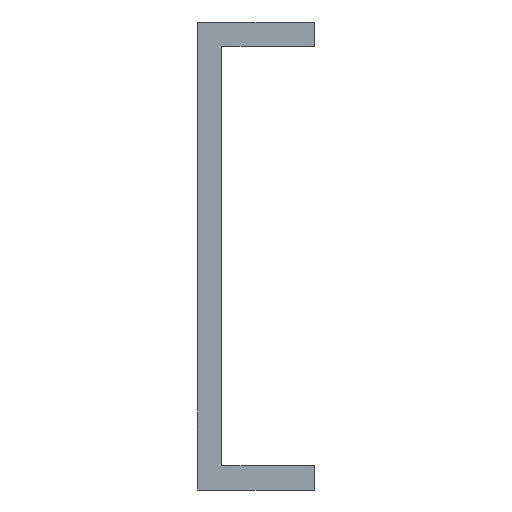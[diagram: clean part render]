
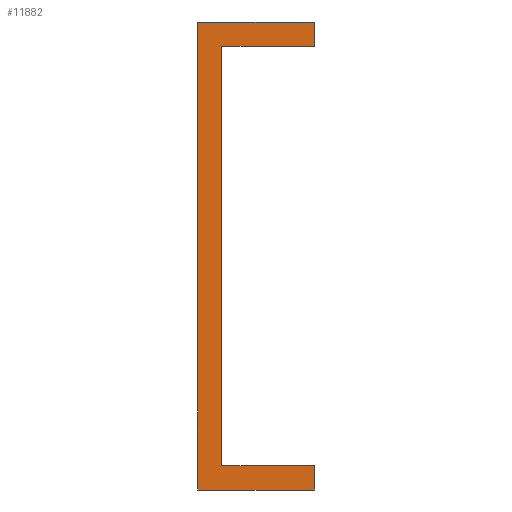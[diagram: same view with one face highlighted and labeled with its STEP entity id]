
A CAD part, front view. The second image highlights one B-rep face of the part: STEP entity #11882.
In plain terms, the highlighted planar face has unit normal (0, -1, 0).
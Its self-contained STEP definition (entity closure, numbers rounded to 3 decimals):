
#732 = LINE ( 'NONE', #17881, #4023 ) ;
#795 = LINE ( 'NONE', #13961, #14186 ) ;
#865 = PLANE ( 'NONE',  #8595 ) ;
#1117 = DIRECTION ( 'NONE',  ( -1., 0., 0. ) ) ;
#1340 = ORIENTED_EDGE ( 'NONE', *, *, #18264, .F. ) ;
#1850 = DIRECTION ( 'NONE',  ( 1., 0., 0. ) ) ;
#2000 = VERTEX_POINT ( 'NONE', #5552 ) ;
#2229 = LINE ( 'NONE', #9498, #17806 ) ;
#2435 = CARTESIAN_POINT ( 'NONE',  ( 0., 0., 0. ) ) ;
#2856 = DIRECTION ( 'NONE',  ( -1., 0., 0. ) ) ;
#3070 = CARTESIAN_POINT ( 'NONE',  ( -12., 0., 2.5 ) ) ;
#3538 = EDGE_CURVE ( 'NONE', #9762, #10822, #795, .T. ) ;
#4023 = VECTOR ( 'NONE', #2856, 1000. ) ;
#4089 = ORIENTED_EDGE ( 'NONE', *, *, #14071, .F. ) ;
#4156 = VERTEX_POINT ( 'NONE', #13532 ) ;
#5383 = CARTESIAN_POINT ( 'NONE',  ( -12., 0., -45.5 ) ) ;
#5443 = CARTESIAN_POINT ( 'NONE',  ( -24., 0., -45.5 ) ) ;
#5467 = DIRECTION ( 'NONE',  ( 0., -1., 0. ) ) ;
#5552 = CARTESIAN_POINT ( 'NONE',  ( -12., 0., 0. ) ) ;
#5719 = CARTESIAN_POINT ( 'NONE',  ( -21.5, 0., -45.5 ) ) ;
#5722 = VERTEX_POINT ( 'NONE', #18228 ) ;
#5798 = LINE ( 'NONE', #18916, #19443 ) ;
#6097 = EDGE_CURVE ( 'NONE', #10822, #17316, #14110, .T. ) ;
#6525 = DIRECTION ( 'NONE',  ( 0., 0., 1. ) ) ;
#6605 = FACE_OUTER_BOUND ( 'NONE', #10752, .T. ) ;
#6661 = DIRECTION ( 'NONE',  ( 0., 0., -1. ) ) ;
#6815 = DIRECTION ( 'NONE',  ( 0., 0., -1. ) ) ;
#7553 = LINE ( 'NONE', #12640, #12494 ) ;
#8256 = ORIENTED_EDGE ( 'NONE', *, *, #6097, .F. ) ;
#8382 = VECTOR ( 'NONE', #6815, 1000. ) ;
#8595 = AXIS2_PLACEMENT_3D ( 'NONE', #2435, #5467, #17526 ) ;
#8604 = CARTESIAN_POINT ( 'NONE',  ( -24., 0., 2.5 ) ) ;
#8732 = CARTESIAN_POINT ( 'NONE',  ( 24., 0., 2.5 ) ) ;
#9498 = CARTESIAN_POINT ( 'NONE',  ( -12., 0., -43. ) ) ;
#9762 = VERTEX_POINT ( 'NONE', #5443 ) ;
#9987 = ORIENTED_EDGE ( 'NONE', *, *, #3538, .F. ) ;
#10581 = ORIENTED_EDGE ( 'NONE', *, *, #14941, .F. ) ;
#10752 = EDGE_LOOP ( 'NONE', ( #18180, #17404, #1340, #8256, #9987, #4089, #13646, #10581 ) ) ;
#10822 = VERTEX_POINT ( 'NONE', #8604 ) ;
#11882 = ADVANCED_FACE ( 'NONE', ( #6605 ), #865, .T. ) ;
#12377 = LINE ( 'NONE', #15806, #8382 ) ;
#12494 = VECTOR ( 'NONE', #6661, 1000. ) ;
#12640 = CARTESIAN_POINT ( 'NONE',  ( -12., 0., 0. ) ) ;
#13532 = CARTESIAN_POINT ( 'NONE',  ( -21.5, 0., 0. ) ) ;
#13569 = VECTOR ( 'NONE', #1117, 1000. ) ;
#13646 = ORIENTED_EDGE ( 'NONE', *, *, #14538, .F. ) ;
#13953 = VERTEX_POINT ( 'NONE', #5383 ) ;
#13961 = CARTESIAN_POINT ( 'NONE',  ( -24., 0., -45.5 ) ) ;
#14071 = EDGE_CURVE ( 'NONE', #13953, #9762, #16163, .T. ) ;
#14110 = LINE ( 'NONE', #8732, #17412 ) ;
#14186 = VECTOR ( 'NONE', #6525, 1000. ) ;
#14538 = EDGE_CURVE ( 'NONE', #5722, #13953, #5798, .T. ) ;
#14560 = EDGE_CURVE ( 'NONE', #4156, #15229, #12377, .T. ) ;
#14941 = EDGE_CURVE ( 'NONE', #15229, #5722, #2229, .T. ) ;
#15219 = CARTESIAN_POINT ( 'NONE',  ( -21.5, 0., -43. ) ) ;
#15229 = VERTEX_POINT ( 'NONE', #15219 ) ;
#15806 = CARTESIAN_POINT ( 'NONE',  ( -21.5, 0., 0. ) ) ;
#16163 = LINE ( 'NONE', #5719, #13569 ) ;
#17316 = VERTEX_POINT ( 'NONE', #3070 ) ;
#17404 = ORIENTED_EDGE ( 'NONE', *, *, #18094, .F. ) ;
#17412 = VECTOR ( 'NONE', #19253, 1000. ) ;
#17480 = DIRECTION ( 'NONE',  ( 0., 0., -1. ) ) ;
#17526 = DIRECTION ( 'NONE',  ( 0., 0., -1. ) ) ;
#17806 = VECTOR ( 'NONE', #1850, 1000. ) ;
#17881 = CARTESIAN_POINT ( 'NONE',  ( -12., 0., 0. ) ) ;
#18094 = EDGE_CURVE ( 'NONE', #2000, #4156, #732, .T. ) ;
#18180 = ORIENTED_EDGE ( 'NONE', *, *, #14560, .F. ) ;
#18228 = CARTESIAN_POINT ( 'NONE',  ( -12., 0., -43. ) ) ;
#18264 = EDGE_CURVE ( 'NONE', #17316, #2000, #7553, .T. ) ;
#18916 = CARTESIAN_POINT ( 'NONE',  ( -12., 0., -43. ) ) ;
#19253 = DIRECTION ( 'NONE',  ( 1., 0., 0. ) ) ;
#19443 = VECTOR ( 'NONE', #17480, 1000. ) ;
